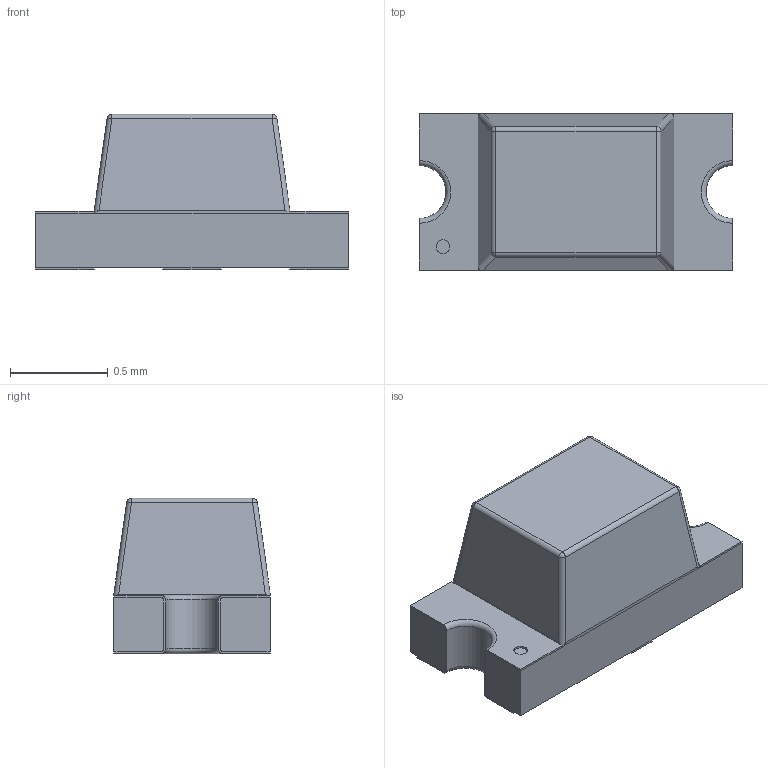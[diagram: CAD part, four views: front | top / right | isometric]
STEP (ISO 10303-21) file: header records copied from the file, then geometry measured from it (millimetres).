
FILE_DESCRIPTION(/* description */ (''),/* implementation_level */ '2;1');
FILE_NAME(/* name */ 'HSMx-190.stp',/* time_stamp */ '2019-07-02T23:37:02-08:00',/* author */ ('evilwrecker'),/* organization */ (''),/* preprocessor_version */ 'ST-DEVELOPER v18',/* originating_system */ 'Autodesk Inventor 2020',/* authorisation */ '');
FILE_SCHEMA (('AUTOMOTIVE_DESIGN { 1 0 10303 214 3 1 1 }'));
Length unit declared in the file: millimetre
Products named in the file (1): HSMx-190
Bounding box: 1.6 x 0.8 x 0.8 mm (x, y, z)
Volume: 0.7 mm3; surface area: 5.4 mm2
Topology: 1 solids, 1 shells, 72 faces, 193 edges, 120 vertices
Faces by surface type: plane 53, cylinder 11, torus 4, sphere 4
Full cylindrical faces by diameter (mm): 0.07 x1
Entity records: 2316 total; most frequent: DIRECTION 391, CARTESIAN_POINT 382, ORIENTED_EDGE 378, EDGE_CURVE 189, LINE 133, VECTOR 133, AXIS2_PLACEMENT_3D 129, VERTEX_POINT 120
